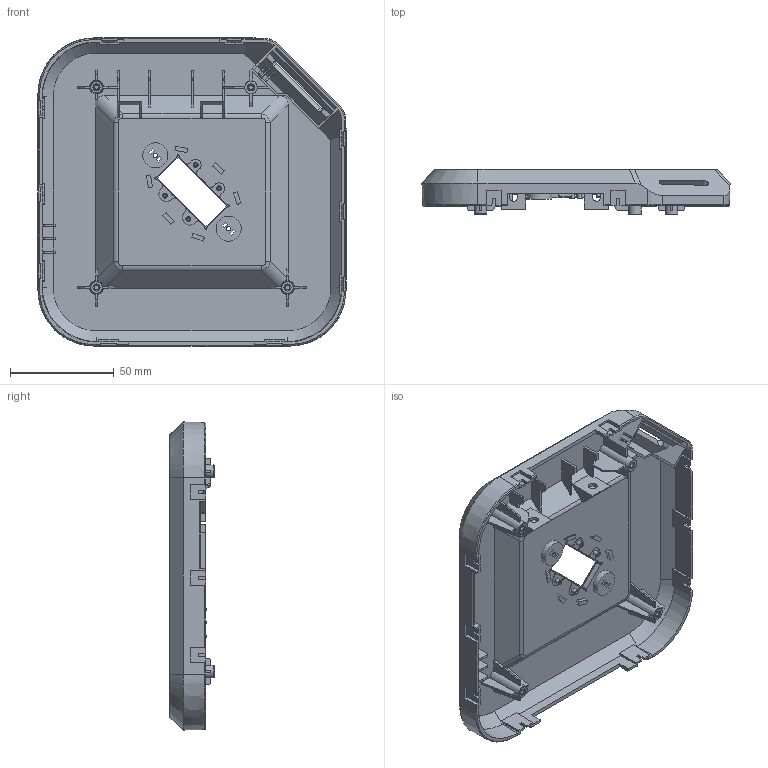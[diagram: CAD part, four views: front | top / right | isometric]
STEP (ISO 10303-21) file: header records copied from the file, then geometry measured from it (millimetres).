
FILE_DESCRIPTION(/* description */ ('Unknown'),/* implementation_level */ '2;1');
FILE_NAME(/* name */ 'base top part',/* time_stamp */ '2021-03-24T22:44:20+07:00',/* author */ ('Unknown'),/* organization */ ('Unknown'),/* preprocessor_version */ 'ST-DEVELOPER v16.7',/* originating_system */ 'DEX',/* authorisation */ $);
FILE_SCHEMA (('AUTOMOTIVE_DESIGN {1 0 10303 214 3 1 1}'));
Length unit declared in the file: millimetre
Products named in the file (1): base top part
Bounding box: 148.42 x 21.56 x 148.42 mm (x, y, z)
Volume: 61483 mm3; surface area: 66513.9 mm2
Topology: 1 solids, 1 shells, 720 faces, 1970 edges, 1296 vertices
Faces by surface type: plane 555, cylinder 78, bspline 62, cone 25
Full cylindrical faces by diameter (mm): 2.169 x2, 3.4 x4, 4.3 x2, 6 x1, 10.1 x2, 12.1 x2
Entity records: 24589 total; most frequent: CARTESIAN_POINT 6683, ORIENTED_EDGE 3860, DIRECTION 3348, EDGE_CURVE 1930, LINE 1550, VECTOR 1550, VERTEX_POINT 1287, AXIS2_PLACEMENT_3D 899
